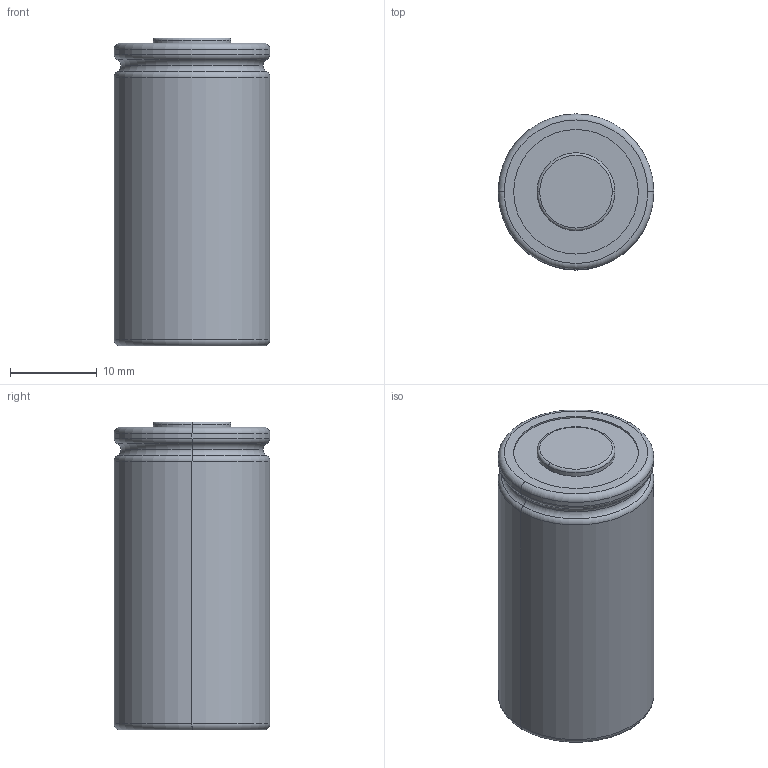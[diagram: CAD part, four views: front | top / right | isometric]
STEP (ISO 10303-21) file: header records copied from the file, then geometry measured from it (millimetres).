
FILE_DESCRIPTION (( 'STEP AP214' ), '1' );
FILE_NAME ('User Library-li-ion.STEP', '2022-04-11T11:07:28', ( '' ), ( '' ), 'SwSTEP 2.0', 'SolidWorks 2021', '' );
FILE_SCHEMA (( 'AUTOMOTIVE_DESIGN' ));
Length unit declared in the file: millimetre
Products named in the file (1): User Library-li-ion
Bounding box: 18 x 18 x 35.6 mm (x, y, z)
Volume: 8820.4 mm3; surface area: 2516.7 mm2
Topology: 1 solids, 1 shells, 177 faces, 476 edges, 312 vertices
Faces by surface type: bspline 81, plane 72, torus 14, cylinder 10
Entity records: 10447 total; most frequent: CARTESIAN_POINT 4551, ORIENTED_EDGE 952, DIRECTION 554, EDGE_CURVE 476, VERTEX_POINT 312, LINE 268, VECTOR 268, EDGE_LOOP 188
